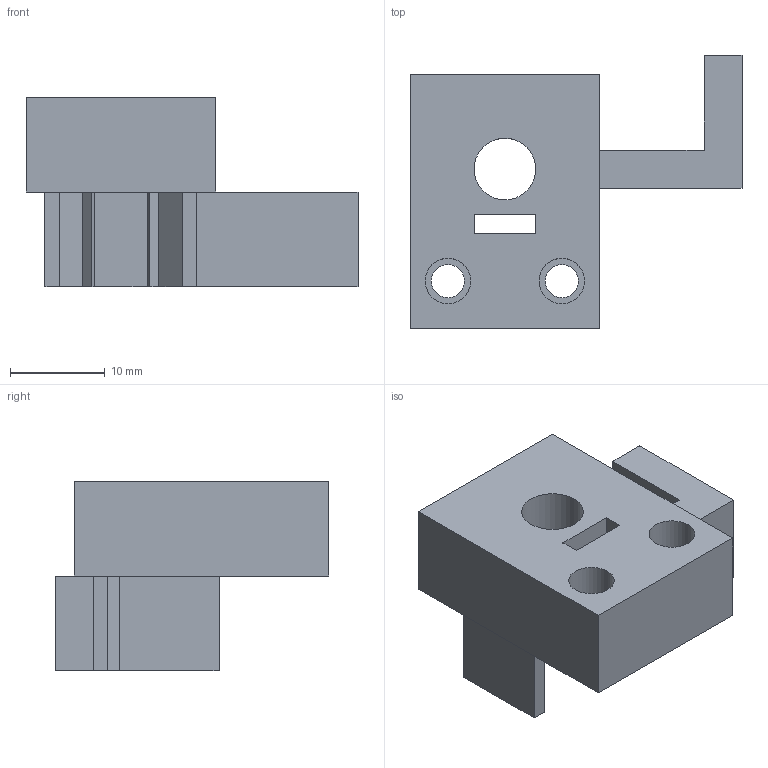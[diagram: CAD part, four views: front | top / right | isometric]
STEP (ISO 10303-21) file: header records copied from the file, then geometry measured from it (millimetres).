
FILE_DESCRIPTION(/* description */ (''),/* implementation_level */ '2;1');
FILE_NAME(/* name */ 'Riemenspanner v9.step',/* time_stamp */ '2025-04-10T13:01:37+02:00',/* author */ (''),/* organization */ (''),/* preprocessor_version */ 'ST-DEVELOPER v20.1',/* originating_system */ 'Autodesk Translation Framework v14.4.0.0',/* authorisation */ '');
FILE_SCHEMA (('AUTOMOTIVE_DESIGN { 1 0 10303 214 3 1 1 }'));
Length unit declared in the file: millimetre
Products named in the file (1): Riemenspanner
Bounding box: 35 x 28.8 x 20 mm (x, y, z)
Volume: 6409.2 mm3; surface area: 4062.8 mm2
Topology: 1 solids, 1 shells, 52 faces, 145 edges, 96 vertices
Faces by surface type: plane 47, cylinder 5
Full cylindrical faces by diameter (mm): 3.5 x2, 4.8 x2, 6.5 x1
Entity records: 1692 total; most frequent: CARTESIAN_POINT 294, ORIENTED_EDGE 290, DIRECTION 261, EDGE_CURVE 145, LINE 135, VECTOR 135, VERTEX_POINT 96, AXIS2_PLACEMENT_3D 63
